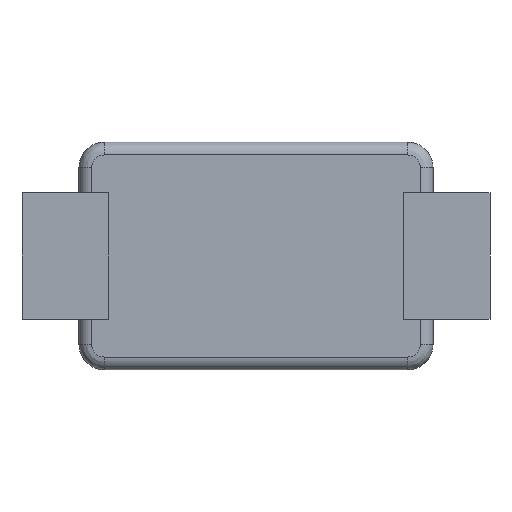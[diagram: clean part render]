
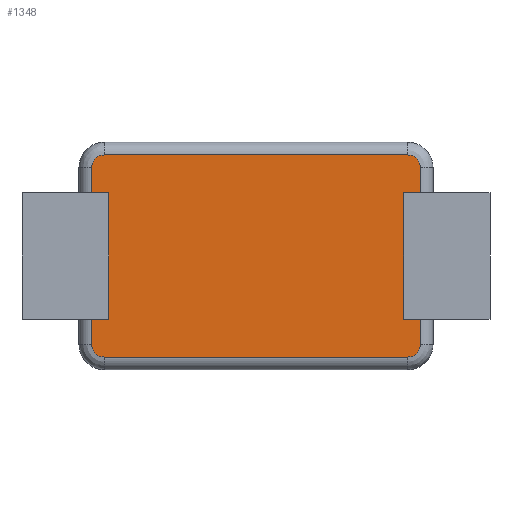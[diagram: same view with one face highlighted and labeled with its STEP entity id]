
A CAD part, front view. The second image highlights one B-rep face of the part: STEP entity #1348.
In plain terms, the highlighted planar face has unit normal (0, -1, 0).
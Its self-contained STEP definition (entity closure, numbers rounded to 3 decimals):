
#71=CIRCLE('',#1489,0.099);
#77=CIRCLE('',#1496,0.099);
#81=CIRCLE('',#1501,0.099);
#85=CIRCLE('',#1506,0.099);
#149=FACE_OUTER_BOUND('',#232,.T.);
#232=EDGE_LOOP('',(#1030,#1031,#1032,#1033,#1034,#1035,#1036,#1037));
#330=LINE('',#2094,#476);
#332=LINE('',#2114,#478);
#334=LINE('',#2134,#480);
#336=LINE('',#2151,#482);
#476=VECTOR('',#1695,10.);
#478=VECTOR('',#1707,10.);
#480=VECTOR('',#1719,10.);
#482=VECTOR('',#1729,10.);
#609=VERTEX_POINT('',#2082);
#610=VERTEX_POINT('',#2084);
#612=VERTEX_POINT('',#2090);
#614=VERTEX_POINT('',#2104);
#616=VERTEX_POINT('',#2110);
#618=VERTEX_POINT('',#2124);
#620=VERTEX_POINT('',#2130);
#622=VERTEX_POINT('',#2144);
#742=EDGE_CURVE('',#609,#610,#71,.T.);
#747=EDGE_CURVE('',#610,#612,#330,.T.);
#750=EDGE_CURVE('',#612,#614,#77,.T.);
#753=EDGE_CURVE('',#614,#616,#332,.T.);
#756=EDGE_CURVE('',#616,#618,#81,.T.);
#759=EDGE_CURVE('',#618,#620,#334,.T.);
#762=EDGE_CURVE('',#620,#622,#85,.T.);
#764=EDGE_CURVE('',#622,#609,#336,.T.);
#1030=ORIENTED_EDGE('',*,*,#742,.F.);
#1031=ORIENTED_EDGE('',*,*,#764,.F.);
#1032=ORIENTED_EDGE('',*,*,#762,.F.);
#1033=ORIENTED_EDGE('',*,*,#759,.F.);
#1034=ORIENTED_EDGE('',*,*,#756,.F.);
#1035=ORIENTED_EDGE('',*,*,#753,.F.);
#1036=ORIENTED_EDGE('',*,*,#750,.F.);
#1037=ORIENTED_EDGE('',*,*,#747,.F.);
#1283=PLANE('',#1514);
#1348=ADVANCED_FACE('',(#149),#1283,.T.);
#1489=AXIS2_PLACEMENT_3D('',#2085,#1684,#1685);
#1496=AXIS2_PLACEMENT_3D('',#2108,#1700,#1701);
#1501=AXIS2_PLACEMENT_3D('',#2128,#1712,#1713);
#1506=AXIS2_PLACEMENT_3D('',#2148,#1724,#1725);
#1514=AXIS2_PLACEMENT_3D('',#2170,#1749,#1750);
#1684=DIRECTION('center_axis',(0.,1.,0.));
#1685=DIRECTION('ref_axis',(0.707,0.,0.707));
#1695=DIRECTION('',(0.,0.,-1.));
#1700=DIRECTION('center_axis',(0.,1.,0.));
#1701=DIRECTION('ref_axis',(0.707,0.,-0.707));
#1707=DIRECTION('',(-1.,0.,0.));
#1712=DIRECTION('center_axis',(0.,1.,0.));
#1713=DIRECTION('ref_axis',(-0.707,0.,-0.707));
#1719=DIRECTION('',(0.,0.,1.));
#1724=DIRECTION('center_axis',(0.,1.,0.));
#1725=DIRECTION('ref_axis',(-0.707,0.,0.707));
#1729=DIRECTION('',(1.,0.,0.));
#1749=DIRECTION('center_axis',(0.,-1.,0.));
#1750=DIRECTION('ref_axis',(0.,0.,-1.));
#2082=CARTESIAN_POINT('',(1.2,-0.1,0.799));
#2084=CARTESIAN_POINT('',(1.299,-0.1,0.7));
#2085=CARTESIAN_POINT('Origin',(1.2,-0.1,0.7));
#2090=CARTESIAN_POINT('',(1.299,-0.1,-0.7));
#2094=CARTESIAN_POINT('',(1.299,-0.1,0.35));
#2104=CARTESIAN_POINT('',(1.2,-0.1,-0.799));
#2108=CARTESIAN_POINT('Origin',(1.2,-0.1,-0.7));
#2110=CARTESIAN_POINT('',(-1.2,-0.1,-0.799));
#2114=CARTESIAN_POINT('',(0.6,-0.1,-0.799));
#2124=CARTESIAN_POINT('',(-1.299,-0.1,-0.7));
#2128=CARTESIAN_POINT('Origin',(-1.2,-0.1,-0.7));
#2130=CARTESIAN_POINT('',(-1.299,-0.1,0.7));
#2134=CARTESIAN_POINT('',(-1.299,-0.1,-0.35));
#2144=CARTESIAN_POINT('',(-1.2,-0.1,0.799));
#2148=CARTESIAN_POINT('Origin',(-1.2,-0.1,0.7));
#2151=CARTESIAN_POINT('',(-0.6,-0.1,0.799));
#2170=CARTESIAN_POINT('Origin',(0.,-0.1,0.));
